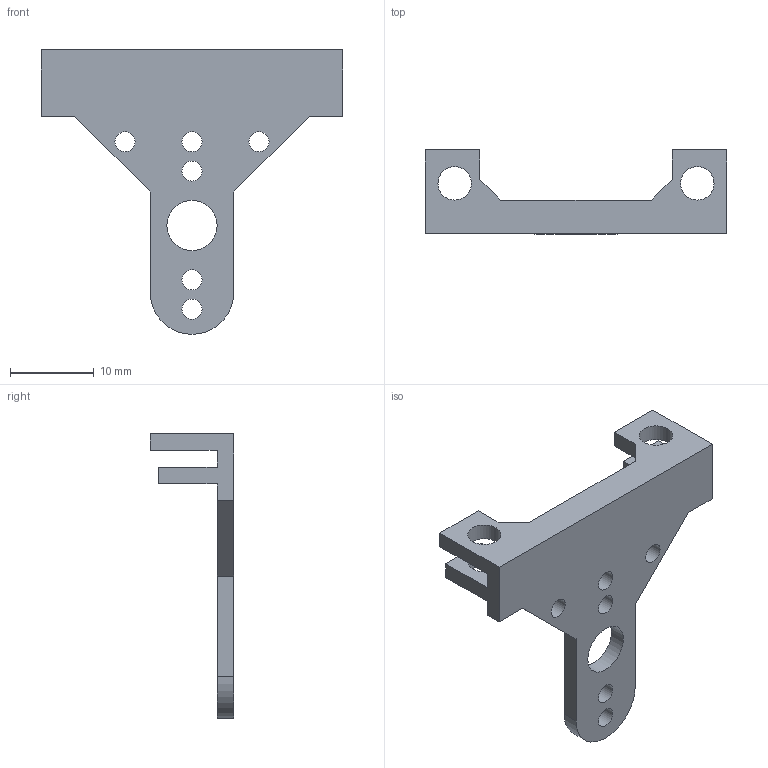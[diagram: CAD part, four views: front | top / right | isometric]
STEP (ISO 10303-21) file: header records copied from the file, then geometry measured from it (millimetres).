
FILE_DESCRIPTION(('FreeCAD Model'),'2;1');
FILE_NAME('soporte_ov7670_v4.step','2022-01-19T23:32:06',('Author'),(''), 'Open CASCADE STEP processor 7.4','FreeCAD','Unknown');
FILE_SCHEMA(('AUTOMOTIVE_DESIGN { 1 0 10303 214 1 1 1 1 }'));
Length unit declared in the file: millimetre
Products named in the file (1): ov7676_support_refined
Bounding box: 36 x 10 x 34 mm (x, y, z)
Volume: 1614.2 mm3; surface area: 2185.5 mm2
Topology: 1 solids, 1 shells, 41 faces, 117 edges, 78 vertices
Faces by surface type: plane 29, cylinder 12
Full cylindrical faces by diameter (mm): 2.4 x6, 4 x4, 6 x1
Entity records: 2897 total; most frequent: CARTESIAN_POINT 640, DIRECTION 370, ORIENTED_EDGE 234, PCURVE 234, DEFINITIONAL_REPRESENTATION 234, LINE 230, VECTOR 230, EDGE_CURVE 117
